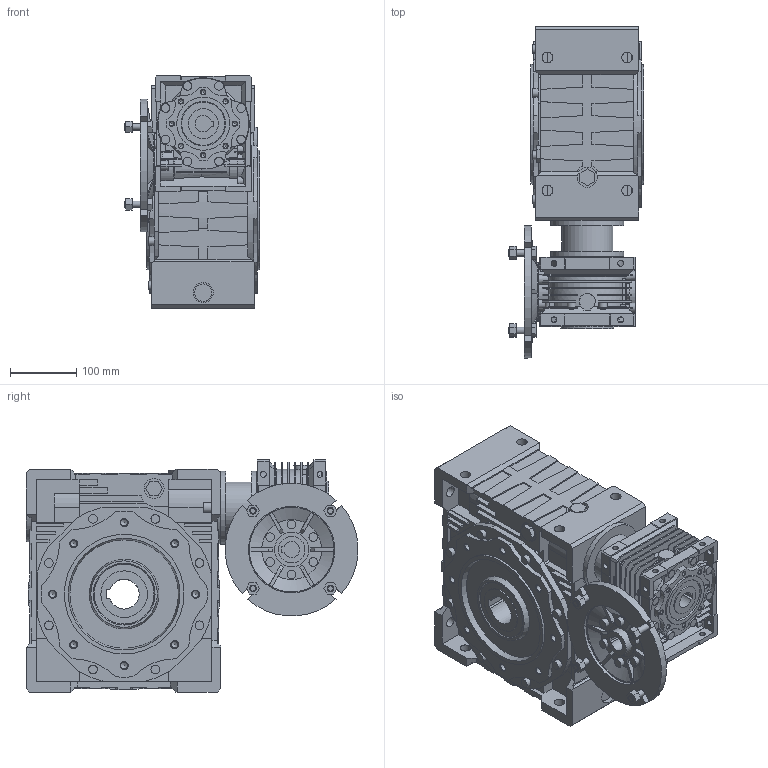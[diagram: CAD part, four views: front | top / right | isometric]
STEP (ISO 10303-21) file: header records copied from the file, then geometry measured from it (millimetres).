
FILE_DESCRIPTION(('STEP AP203'), '1');
FILE_NAME('DRV 063-130 (BS2)', '', ('UNSPECIFIED'), ('UNSPECIFIED'), 'ASCON STEP Converter 1.3', 'ASCON Math Kernel', '');
FILE_SCHEMA(('CONFIG_CONTROL_DESIGN'));
Length unit declared in the file: millimetre
Products named in the file (11): _Gear unit 130; _130-45 (170); _VB 110-38 (38); _Gear unit 63; _063-25 (112); _VB 075-24 (24); _63-80 B5
Assembly tree (10 placements, depth 3):
  (unnamed)
    (unnamed)
      _Gear unit 130
      _130-45 (170)
      _VB 110-38 (38)
    (unnamed)
    (unnamed)
      _Gear unit 63
      _063-25 (112)
      _VB 075-24 (24)
      _63-80 B5
Bounding box: 204 x 499.17 x 349.5 mm (x, y, z)
Volume: 15272928.4 mm3; surface area: 1136205.8 mm2
Topology: 8 solids, 10 shells, 1796 faces, 4904 edges, 3213 vertices
Faces by surface type: plane 1284, cylinder 380, cone 128, torus 4
Full cylindrical faces by diameter (mm): 6.647 x16, 7.56 x4, 8.78 x14, 10 x8, 10.106 x16, 13 x22, 15.741 x1, 16 x12, 26 x1, 30 x4, 34 x1, 37 x1, 40 x1, 45 x2, 49 x1, 50 x1, 52 x1, 53 x1, 61 x1, 62 x1, 63 x1, 69 x1, 70 x3, 77 x2, 80 x4, 89 x1, 110 x3, 127.74 x1, 130 x1, 180 x2
Entity records: 72944 total; most frequent: CARTESIAN_POINT 13160, ORIENTED_EDGE 9320, DIRECTION 9046, EDGE_CURVE 4660, LINE 3254, VECTOR 3254, VERTEX_POINT 3186, AXIS2_PLACEMENT_3D 2896
